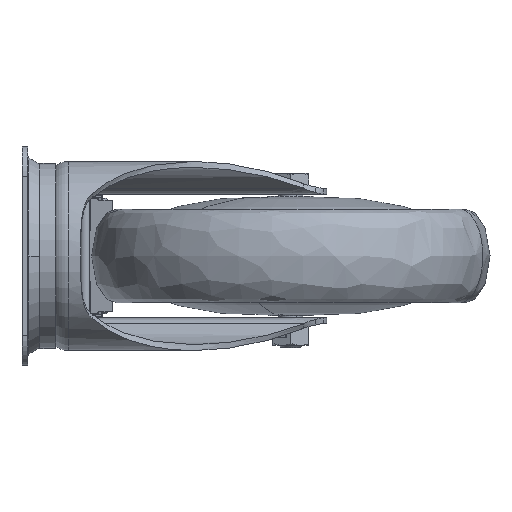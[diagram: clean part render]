
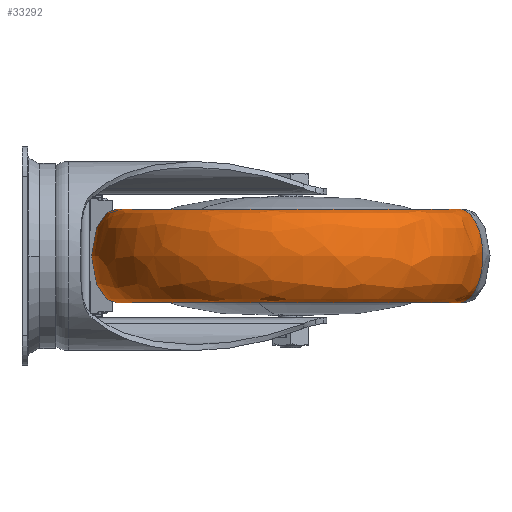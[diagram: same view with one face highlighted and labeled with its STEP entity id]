
A CAD part, left-side view. The second image highlights one B-rep face of the part: STEP entity #33292.
In plain terms, the highlighted free-form (B-spline) face has degree [3, 3] with [4, 4] control points.
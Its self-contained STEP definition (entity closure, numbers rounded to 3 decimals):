
#396 = CARTESIAN_POINT ( 'NONE',  ( -191.723, -184.082, 23.5 ) ) ;
#603 = VERTEX_POINT ( 'NONE', #21198 ) ;
#823 = CARTESIAN_POINT ( 'NONE',  ( -132.3, 32.929, 23.5 ) ) ;
#5086 = AXIS2_PLACEMENT_3D ( 'NONE', #37396, #41015, #23853 ) ;
#5732 = CARTESIAN_POINT ( 'NONE',  ( 31.891, -219.393, -23.5 ) ) ;
#5769 =( BOUNDED_CURVE ( )  B_SPLINE_CURVE ( 3, ( #28162, #38076, #24547, #11202 ),
 .UNSPECIFIED., .F., .F. ) 
 B_SPLINE_CURVE_WITH_KNOTS ( ( 4, 4 ),
 ( 0., 1. ),
 .UNSPECIFIED. ) 
 CURVE ( )  GEOMETRIC_REPRESENTATION_ITEM ( )  RATIONAL_B_SPLINE_CURVE ( ( 1., 0.333, 0.333, 1. ) ) 
 REPRESENTATION_ITEM ( '' )  );
#6090 = CARTESIAN_POINT ( 'NONE',  ( 55., -135., 23.5 ) ) ;
#7614 = CARTESIAN_POINT ( 'NONE',  ( -136.896, -173.175, 23.5 ) ) ;
#7826 = CARTESIAN_POINT ( 'NONE',  ( -90.677, -4.389, 23.5 ) ) ;
#8669 = CARTESIAN_POINT ( 'NONE',  ( 31.891, -219.393, 23.5 ) ) ;
#10533 = AXIS2_PLACEMENT_3D ( 'NONE', #6090, #26460, #30296 ) ;
#10619 = CARTESIAN_POINT ( 'NONE',  ( -191.723, -184.082, -23.5 ) ) ;
#11031 = CARTESIAN_POINT ( 'NONE',  ( 84.712, -26.494, 23.5 ) ) ;
#11202 = CARTESIAN_POINT ( 'NONE',  ( 78.109, -50.607, -23.5 ) ) ;
#11501 = FACE_OUTER_BOUND ( 'NONE', #34887, .T. ) ;
#12604 = EDGE_CURVE ( 'NONE', #603, #35631, #36356, .T. ) ;
#14212 = CARTESIAN_POINT ( 'NONE',  ( -136.896, -173.175, -23.5 ) ) ;
#14886 = CARTESIAN_POINT ( 'NONE',  ( 78.109, -50.607, 23.5 ) ) ;
#15716 = VERTEX_POINT ( 'NONE', #24628 ) ;
#16136 = CARTESIAN_POINT ( 'NONE',  ( 25.288, -243.506, 23.5 ) ) ;
#17190 = VERTEX_POINT ( 'NONE', #25093 ) ;
#17615 = CARTESIAN_POINT ( 'NONE',  ( 25.288, -243.506, -23.5 ) ) ;
#18069 = CARTESIAN_POINT ( 'NONE',  ( 31.891, -219.393, -23.5 ) ) ;
#18482 = ORIENTED_EDGE ( 'NONE', *, *, #32753, .T. ) ;
#19514 = CIRCLE ( 'NONE', #5086, 87.5 ) ;
#20766 = ORIENTED_EDGE ( 'NONE', *, *, #24292, .T. ) ;
#21198 = CARTESIAN_POINT ( 'NONE',  ( 31.891, -219.393, 23.5 ) ) ;
#21436 = CARTESIAN_POINT ( 'NONE',  ( 31.891, -219.393, 23.5 ) ) ;
#23853 = DIRECTION ( 'NONE',  ( 0.964, -0.264, 0. ) ) ;
#24292 = EDGE_CURVE ( 'NONE', #15716, #35631, #19514, .T. ) ;
#24547 = CARTESIAN_POINT ( 'NONE',  ( 84.712, -26.494, -23.5 ) ) ;
#24628 = CARTESIAN_POINT ( 'NONE',  ( 78.109, -50.607, -23.5 ) ) ;
#25093 = CARTESIAN_POINT ( 'NONE',  ( 78.109, -50.607, 23.5 ) ) ;
#26460 = DIRECTION ( 'NONE',  ( 0., 0., 1. ) ) ;
#28008 = CARTESIAN_POINT ( 'NONE',  ( 25.288, -243.506, 23.5 ) ) ;
#28162 = CARTESIAN_POINT ( 'NONE',  ( 78.109, -50.607, 23.5 ) ) ;
#29488 = CARTESIAN_POINT ( 'NONE',  ( 25.288, -243.506, -23.5 ) ) ;
#30296 = DIRECTION ( 'NONE',  ( 0.964, -0.264, 0. ) ) ;
#32200 = EDGE_CURVE ( 'NONE', #17190, #603, #37921, .T. ) ;
#32259 = CARTESIAN_POINT ( 'NONE',  ( -90.677, -4.389, -23.5 ) ) ;
#32753 = EDGE_CURVE ( 'NONE', #17190, #15716, #5769, .T. ) ;
#33292 = ADVANCED_FACE ( 'NONE', ( #11501 ), #44193, .T. ) ;
#33953 = ORIENTED_EDGE ( 'NONE', *, *, #32200, .F. ) ;
#34887 = EDGE_LOOP ( 'NONE', ( #39913, #33953, #18482, #20766 ) ) ;
#35631 = VERTEX_POINT ( 'NONE', #37697 ) ;
#36356 =( BOUNDED_CURVE ( )  B_SPLINE_CURVE ( 3, ( #8669, #16136, #29488, #5732 ),
 .UNSPECIFIED., .F., .F. ) 
 B_SPLINE_CURVE_WITH_KNOTS ( ( 4, 4 ),
 ( 0., 1. ),
 .UNSPECIFIED. ) 
 CURVE ( )  GEOMETRIC_REPRESENTATION_ITEM ( )  RATIONAL_B_SPLINE_CURVE ( ( 1., 0.333, 0.333, 1. ) ) 
 REPRESENTATION_ITEM ( '' )  );
#37396 = CARTESIAN_POINT ( 'NONE',  ( 55., -135., -23.5 ) ) ;
#37697 = CARTESIAN_POINT ( 'NONE',  ( 31.891, -219.393, -23.5 ) ) ;
#37921 = CIRCLE ( 'NONE', #10533, 87.5 ) ;
#38076 = CARTESIAN_POINT ( 'NONE',  ( 84.712, -26.494, 23.5 ) ) ;
#39913 = ORIENTED_EDGE ( 'NONE', *, *, #12604, .F. ) ;
#41015 = DIRECTION ( 'NONE',  ( 0., 0., 1. ) ) ;
#41529 = CARTESIAN_POINT ( 'NONE',  ( 78.109, -50.607, -23.5 ) ) ;
#42208 = CARTESIAN_POINT ( 'NONE',  ( 84.712, -26.494, -23.5 ) ) ;
#42440 = CARTESIAN_POINT ( 'NONE',  ( -132.3, 32.929, -23.5 ) ) ;
#44193 =( BOUNDED_SURFACE ( )  B_SPLINE_SURFACE ( 3, 3, ( 
 ( #14886, #7826, #7614, #21436 ),
 ( #11031, #823, #396, #28008 ),
 ( #42208, #42440, #10619, #17615 ),
 ( #41529, #32259, #14212, #18069 ) ),
 .UNSPECIFIED., .F., .F., .F. ) 
 B_SPLINE_SURFACE_WITH_KNOTS ( ( 4, 4 ),
 ( 4, 4 ),
 ( 0., 1. ),
 ( 0., 1. ),
 .UNSPECIFIED. ) 
 GEOMETRIC_REPRESENTATION_ITEM ( )  RATIONAL_B_SPLINE_SURFACE ( (
 ( 1., 0.333, 0.333, 1.),
 ( 0.333, 0.111, 0.111, 0.333),
 ( 0.333, 0.111, 0.111, 0.333),
 ( 1., 0.333, 0.333, 1.) ) ) 
 REPRESENTATION_ITEM ( '' )  SURFACE ( )  );
